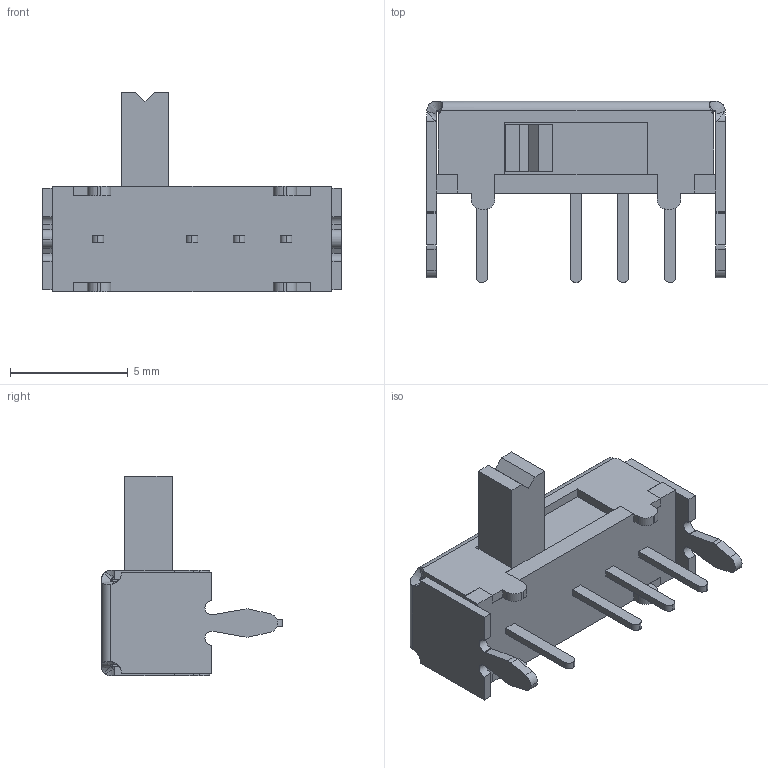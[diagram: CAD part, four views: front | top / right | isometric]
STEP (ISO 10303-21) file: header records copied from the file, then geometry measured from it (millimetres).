
FILE_DESCRIPTION (( 'STEP AP214' ), '1' );
FILE_NAME ('SLW-1274547-4A-RA-D.STEP', '2025-02-06T04:08:22', ( 'LENOVO' ), ( '' ), 'SwSTEP 2.0', 'SolidWorks 2021', '' );
FILE_SCHEMA (( 'AUTOMOTIVE_DESIGN' ));
Length unit declared in the file: millimetre
Products named in the file (1): SLW-1274547-4A-RA-D
Bounding box: 12.7 x 7.7 x 8.5 mm (x, y, z)
Volume: 237.8 mm3; surface area: 699.4 mm2
Topology: 7 solids, 7 shells, 189 faces, 512 edges, 334 vertices
Faces by surface type: plane 124, cylinder 45, bspline 20
Entity records: 6556 total; most frequent: CARTESIAN_POINT 1898, ORIENTED_EDGE 1016, DIRECTION 824, EDGE_CURVE 508, LINE 352, VECTOR 352, VERTEX_POINT 334, AXIS2_PLACEMENT_3D 236
